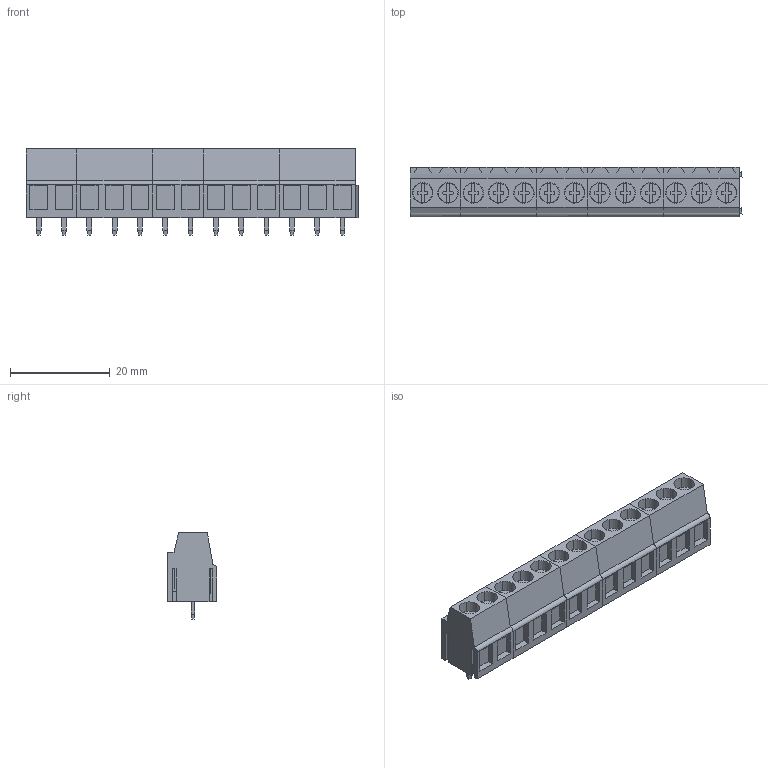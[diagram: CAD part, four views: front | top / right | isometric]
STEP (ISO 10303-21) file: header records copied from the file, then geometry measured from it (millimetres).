
FILE_DESCRIPTION(('CATIA V5 STEP Exchange','CAx-IF Rec.Pracs.--- Model Styling and Organization---1.4--- 2014-01-23'),'2;1');
FILE_NAME ('D1465133_1_9994220000_9994220000.stp','2021-02-24T14:14:01+00:00',('none'),('Weidmueller'),'CATIA Version 5-6 Release 2016 SP3 HF44','CATIA V5 STEP AP214','none');
FILE_SCHEMA(('AUTOMOTIVE_DESIGN { 1 0 10303 214 1 1 1 1 }'));
Length unit declared in the file: millimetre
Products named in the file (1): 9994220000_stp
Bounding box: 66.59 x 10 x 17.3 mm (x, y, z)
Volume: 6368.4 mm3; surface area: 7781.7 mm2
Topology: 31 solids, 31 shells, 1384 faces, 3742 edges, 2492 vertices
Faces by surface type: plane 1117, cylinder 267
Entity records: 44709 total; most frequent: CARTESIAN_POINT 9012, ORIENTED_EDGE 7484, DIRECTION 6212, EDGE_CURVE 3742, VECTOR 3006, LINE 3006, VERTEX_POINT 2492, AXIS2_PLACEMENT_3D 1823
